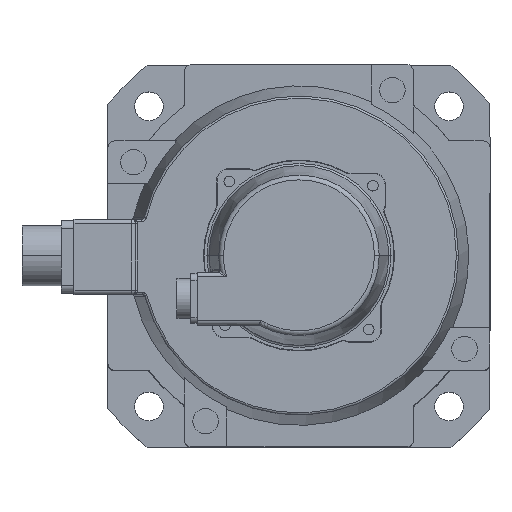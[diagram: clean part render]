
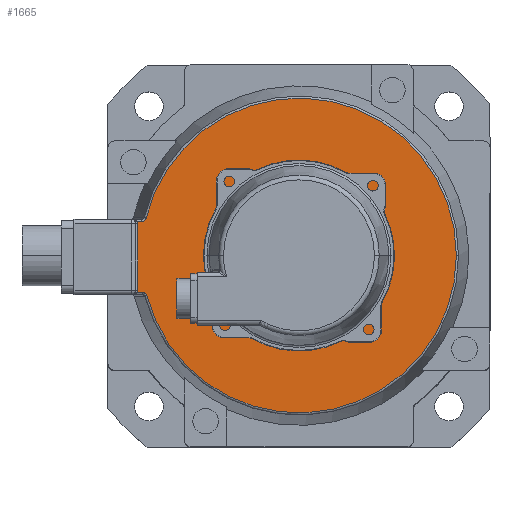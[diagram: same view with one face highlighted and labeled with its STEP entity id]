
A CAD part, top view. The second image highlights one B-rep face of the part: STEP entity #1665.
In plain terms, the highlighted face is planar.
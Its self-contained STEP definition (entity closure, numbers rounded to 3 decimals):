
#802 = CARTESIAN_POINT ( 'NONE',  ( 73.451, -17.435, -28. ) ) ;
#1037 = ORIENTED_EDGE ( 'NONE', *, *, #3844, .T. ) ;
#1176 = ORIENTED_EDGE ( 'NONE', *, *, #6153, .T. ) ;
#1435 = CARTESIAN_POINT ( 'NONE',  ( 72.045, 17.598, -28. ) ) ;
#1454 = LINE ( 'NONE', #6934, #12772 ) ;
#1631 = CARTESIAN_POINT ( 'NONE',  ( 73.574, 16.102, -28. ) ) ;
#1665 = ADVANCED_FACE ( 'NONE', ( #2712 ), #4398, .T. ) ;
#2153 = DIRECTION ( 'NONE',  ( -1., 0., 0. ) ) ;
#2332 = VERTEX_POINT ( 'NONE', #15735 ) ;
#2712 = FACE_OUTER_BOUND ( 'NONE', #15274, .T. ) ;
#2894 = CARTESIAN_POINT ( 'NONE',  ( 73.674, -17.435, -28. ) ) ;
#3114 = B_SPLINE_CURVE_WITH_KNOTS ( 'NONE', 3,
 ( #6829, #8425, #8156, #6925, #5692, #11066, #9739, #1631, #17405, #15035 ),
 .UNSPECIFIED., .F., .F.,
 ( 4, 2, 2, 2, 4 ),
 ( 0., 0.001, 0.001, 0.002, 0.003 ),
 .UNSPECIFIED. ) ;
#3150 = VERTEX_POINT ( 'NONE', #14872 ) ;
#3469 = CARTESIAN_POINT ( 'NONE',  ( 79., 15.065, -28. ) ) ;
#3628 = CARTESIAN_POINT ( 'NONE',  ( 74.022, 16.065, -28. ) ) ;
#3844 = EDGE_CURVE ( 'NONE', #9141, #11878, #12045, .T. ) ;
#4225 = DIRECTION ( 'NONE',  ( 0., 0., 1. ) ) ;
#4398 = PLANE ( 'NONE',  #9446 ) ;
#4666 = CARTESIAN_POINT ( 'NONE',  ( 72.104, -18.144, -28. ) ) ;
#5028 = VERTEX_POINT ( 'NONE', #2894 ) ;
#5324 = CIRCLE ( 'NONE', #9831, 3. ) ;
#5692 = CARTESIAN_POINT ( 'NONE',  ( 72.589, 16.628, -28. ) ) ;
#5921 = DIRECTION ( 'NONE',  ( 1., 0., 0. ) ) ;
#6039 = VERTEX_POINT ( 'NONE', #3628 ) ;
#6086 = AXIS2_PLACEMENT_3D ( 'NONE', #3469, #14232, #2153 ) ;
#6094 = ORIENTED_EDGE ( 'NONE', *, *, #8158, .T. ) ;
#6153 = EDGE_CURVE ( 'NONE', #3150, #2332, #7938, .T. ) ;
#6169 = CARTESIAN_POINT ( 'NONE',  ( 72.256, -17.984, -28. ) ) ;
#6655 = VERTEX_POINT ( 'NONE', #8708 ) ;
#6723 = VECTOR ( 'NONE', #13317, 1000. ) ;
#6829 = CARTESIAN_POINT ( 'NONE',  ( 72.045, 17.598, -28. ) ) ;
#6853 = DIRECTION ( 'NONE',  ( -1., 0., 0. ) ) ;
#6875 = EDGE_CURVE ( 'NONE', #11878, #6039, #3114, .T. ) ;
#6925 = CARTESIAN_POINT ( 'NONE',  ( 72.436, 16.793, -28. ) ) ;
#6934 = CARTESIAN_POINT ( 'NONE',  ( 73.489, -17.435, -28. ) ) ;
#6956 = DIRECTION ( 'NONE',  ( 0., 0., -1. ) ) ;
#7110 = VERTEX_POINT ( 'NONE', #8687 ) ;
#7136 = CARTESIAN_POINT ( 'NONE',  ( 72.612, -17.714, -28. ) ) ;
#7269 = VERTEX_POINT ( 'NONE', #16150 ) ;
#7297 = VECTOR ( 'NONE', #5921, 1000. ) ;
#7938 = LINE ( 'NONE', #9087, #6723 ) ;
#7939 = EDGE_CURVE ( 'NONE', #7269, #9141, #14238, .T. ) ;
#8156 = CARTESIAN_POINT ( 'NONE',  ( 72.189, 17.171, -28. ) ) ;
#8158 = EDGE_CURVE ( 'NONE', #6655, #3150, #15661, .T. ) ;
#8425 = CARTESIAN_POINT ( 'NONE',  ( 72.098, 17.378, -28. ) ) ;
#8458 = DIRECTION ( 'NONE',  ( -1., 0., 0. ) ) ;
#8491 = ORIENTED_EDGE ( 'NONE', *, *, #13529, .T. ) ;
#8541 = CARTESIAN_POINT ( 'NONE',  ( 73.674, -17.435, -28. ) ) ;
#8634 = CARTESIAN_POINT ( 'NONE',  ( 72.808, -17.612, -28. ) ) ;
#8687 = CARTESIAN_POINT ( 'NONE',  ( 76.172, -17.435, -28. ) ) ;
#8708 = CARTESIAN_POINT ( 'NONE',  ( 76.172, 16.065, -28. ) ) ;
#9030 = ORIENTED_EDGE ( 'NONE', *, *, #10439, .T. ) ;
#9087 = CARTESIAN_POINT ( 'NONE',  ( 76., -16.435, -28. ) ) ;
#9141 = VERTEX_POINT ( 'NONE', #10979 ) ;
#9407 = CARTESIAN_POINT ( 'NONE',  ( 0., 0., -28. ) ) ;
#9446 = AXIS2_PLACEMENT_3D ( 'NONE', #9407, #6956, #6853 ) ;
#9722 = ORIENTED_EDGE ( 'NONE', *, *, #16531, .T. ) ;
#9739 = CARTESIAN_POINT ( 'NONE',  ( 73.146, 16.247, -28. ) ) ;
#9831 = AXIS2_PLACEMENT_3D ( 'NONE', #11015, #4225, #8458 ) ;
#9943 = ORIENTED_EDGE ( 'NONE', *, *, #13779, .T. ) ;
#10439 = EDGE_CURVE ( 'NONE', #7110, #5028, #1454, .T. ) ;
#10726 = B_SPLINE_CURVE_WITH_KNOTS ( 'NONE', 3,
 ( #8541, #802, #11368, #8634, #7136, #6169, #4666, #13924, #14015, #16641 ),
 .UNSPECIFIED., .F., .F.,
 ( 4, 2, 2, 2, 4 ),
 ( 0., 0.001, 0.001, 0.002, 0.003 ),
 .UNSPECIFIED. ) ;
#10979 = CARTESIAN_POINT ( 'NONE',  ( -74.163, 0., -28. ) ) ;
#11015 = CARTESIAN_POINT ( 'NONE',  ( 79., -16.435, -28. ) ) ;
#11066 = CARTESIAN_POINT ( 'NONE',  ( 72.948, 16.353, -28. ) ) ;
#11205 = AXIS2_PLACEMENT_3D ( 'NONE', #15983, #13243, #12907 ) ;
#11368 = CARTESIAN_POINT ( 'NONE',  ( 73.231, -17.47, -28. ) ) ;
#11878 = VERTEX_POINT ( 'NONE', #1435 ) ;
#11956 = CARTESIAN_POINT ( 'NONE',  ( 0., 0., -28. ) ) ;
#12045 = CIRCLE ( 'NONE', #11205, 74.163 ) ;
#12772 = VECTOR ( 'NONE', #13455, 1000. ) ;
#12907 = DIRECTION ( 'NONE',  ( -1., 0., 0. ) ) ;
#13243 = DIRECTION ( 'NONE',  ( 0., 0., -1. ) ) ;
#13317 = DIRECTION ( 'NONE',  ( 0., -1., 0. ) ) ;
#13355 = DIRECTION ( 'NONE',  ( 0., 0., -1. ) ) ;
#13455 = DIRECTION ( 'NONE',  ( -1., 0., 0. ) ) ;
#13529 = EDGE_CURVE ( 'NONE', #6039, #6655, #13943, .T. ) ;
#13779 = EDGE_CURVE ( 'NONE', #2332, #7110, #5324, .T. ) ;
#13924 = CARTESIAN_POINT ( 'NONE',  ( 71.854, -18.515, -28. ) ) ;
#13943 = LINE ( 'NONE', #16495, #7297 ) ;
#14015 = CARTESIAN_POINT ( 'NONE',  ( 71.763, -18.716, -28. ) ) ;
#14232 = DIRECTION ( 'NONE',  ( 0., 0., 1. ) ) ;
#14238 = CIRCLE ( 'NONE', #17043, 74.163 ) ;
#14872 = CARTESIAN_POINT ( 'NONE',  ( 76., 15.065, -28. ) ) ;
#15035 = CARTESIAN_POINT ( 'NONE',  ( 74.022, 16.065, -28. ) ) ;
#15274 = EDGE_LOOP ( 'NONE', ( #1176, #9943, #9030, #9722, #16887, #1037, #16481, #8491, #6094 ) ) ;
#15661 = CIRCLE ( 'NONE', #6086, 3. ) ;
#15735 = CARTESIAN_POINT ( 'NONE',  ( 76., -16.435, -28. ) ) ;
#15983 = CARTESIAN_POINT ( 'NONE',  ( 0., 0., -28. ) ) ;
#16150 = CARTESIAN_POINT ( 'NONE',  ( 71.706, -18.932, -28. ) ) ;
#16481 = ORIENTED_EDGE ( 'NONE', *, *, #6875, .T. ) ;
#16495 = CARTESIAN_POINT ( 'NONE',  ( 79., 16.065, -28. ) ) ;
#16531 = EDGE_CURVE ( 'NONE', #5028, #7269, #10726, .T. ) ;
#16641 = CARTESIAN_POINT ( 'NONE',  ( 71.706, -18.932, -28. ) ) ;
#16887 = ORIENTED_EDGE ( 'NONE', *, *, #7939, .T. ) ;
#17043 = AXIS2_PLACEMENT_3D ( 'NONE', #11956, #13355, #17407 ) ;
#17405 = CARTESIAN_POINT ( 'NONE',  ( 73.795, 16.065, -28. ) ) ;
#17407 = DIRECTION ( 'NONE',  ( -1., 0., 0. ) ) ;
